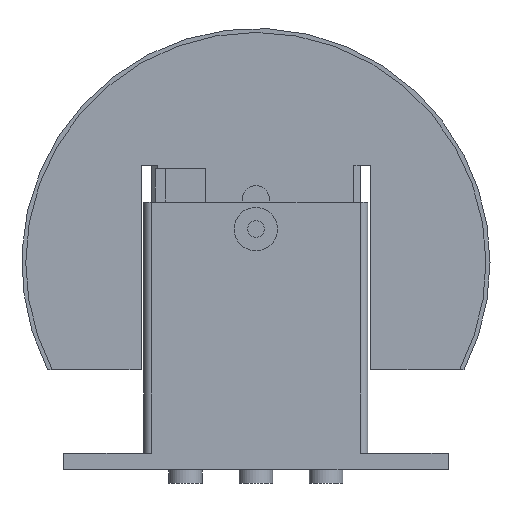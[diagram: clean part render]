
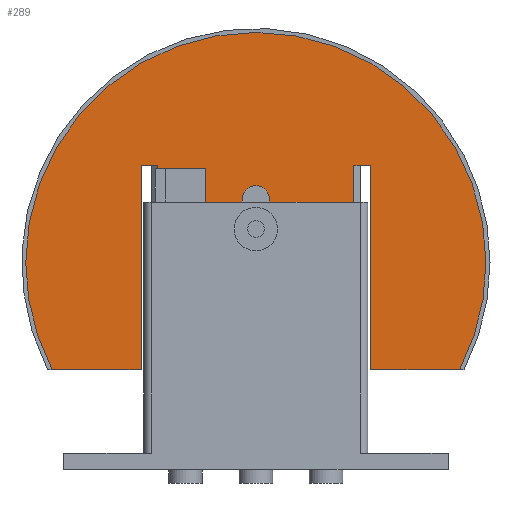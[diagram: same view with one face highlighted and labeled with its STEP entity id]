
A CAD part, front view. The second image highlights one B-rep face of the part: STEP entity #289.
In plain terms, the highlighted planar face has unit normal (0, -1, 0).
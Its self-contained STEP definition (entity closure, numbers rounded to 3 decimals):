
#289=ADVANCED_FACE('',(#608,#609),#610,.F.);
#608=FACE_BOUND('',#953,.T.);
#609=FACE_OUTER_BOUND('',#954,.T.);
#610=PLANE('',#955);
#953=EDGE_LOOP('',(#1679,#1680,#1681,#1682));
#954=EDGE_LOOP('',(#1683,#1684,#1685,#1686,#1687,#1688,#1689,#1690,#1691,#1692,#1693,#1694,#1695,#1696,#1697,#1698));
#955=AXIS2_PLACEMENT_3D('',#1699,#1700,#1701);
#1679=ORIENTED_EDGE('',*,*,#2205,.T.);
#1680=ORIENTED_EDGE('',*,*,#2231,.T.);
#1681=ORIENTED_EDGE('',*,*,#2210,.T.);
#1682=ORIENTED_EDGE('',*,*,#2232,.T.);
#1683=ORIENTED_EDGE('',*,*,#2216,.T.);
#1684=ORIENTED_EDGE('',*,*,#2227,.T.);
#1685=ORIENTED_EDGE('',*,*,#2219,.T.);
#1686=ORIENTED_EDGE('',*,*,#2233,.T.);
#1687=ORIENTED_EDGE('',*,*,#2234,.T.);
#1688=ORIENTED_EDGE('',*,*,#2235,.T.);
#1689=ORIENTED_EDGE('',*,*,#2236,.T.);
#1690=ORIENTED_EDGE('',*,*,#2237,.T.);
#1691=ORIENTED_EDGE('',*,*,#2238,.T.);
#1692=ORIENTED_EDGE('',*,*,#2163,.T.);
#1693=ORIENTED_EDGE('',*,*,#2239,.T.);
#1694=ORIENTED_EDGE('',*,*,#2170,.T.);
#1695=ORIENTED_EDGE('',*,*,#2240,.T.);
#1696=ORIENTED_EDGE('',*,*,#2241,.T.);
#1697=ORIENTED_EDGE('',*,*,#2242,.T.);
#1698=ORIENTED_EDGE('',*,*,#2243,.T.);
#1699=CARTESIAN_POINT('',(0.,-15.0,69.29));
#1700=DIRECTION('',(0.0,1.0,0.0));
#1701=DIRECTION('',(-1.0,0.0,0.0));
#2163=EDGE_CURVE('',#2619,#2616,#2620,.T.);
#2170=EDGE_CURVE('',#2626,#2630,#2632,.T.);
#2205=EDGE_CURVE('',#2689,#2693,#2695,.T.);
#2210=EDGE_CURVE('',#2698,#2702,#2704,.T.);
#2216=EDGE_CURVE('',#2707,#2713,#2715,.T.);
#2219=EDGE_CURVE('',#2720,#2717,#2721,.T.);
#2227=EDGE_CURVE('',#2713,#2720,#2731,.T.);
#2231=EDGE_CURVE('',#2693,#2698,#2735,.T.);
#2232=EDGE_CURVE('',#2702,#2689,#2736,.T.);
#2233=EDGE_CURVE('',#2717,#2737,#2738,.T.);
#2234=EDGE_CURVE('',#2737,#2739,#2740,.T.);
#2235=EDGE_CURVE('',#2739,#2741,#2742,.T.);
#2236=EDGE_CURVE('',#2741,#2743,#2744,.T.);
#2237=EDGE_CURVE('',#2743,#2745,#2746,.T.);
#2238=EDGE_CURVE('',#2745,#2619,#2747,.T.);
#2239=EDGE_CURVE('',#2616,#2626,#2748,.T.);
#2240=EDGE_CURVE('',#2630,#2749,#2750,.T.);
#2241=EDGE_CURVE('',#2749,#2751,#2752,.T.);
#2242=EDGE_CURVE('',#2751,#2753,#2754,.T.);
#2243=EDGE_CURVE('',#2753,#2707,#2755,.T.);
#2616=VERTEX_POINT('',#3242);
#2619=VERTEX_POINT('',#3246);
#2620=CIRCLE('',#3247,68.8);
#2626=VERTEX_POINT('',#3254);
#2630=VERTEX_POINT('',#3259);
#2632=CIRCLE('',#3262,68.8);
#2689=VERTEX_POINT('',#3331);
#2693=VERTEX_POINT('',#3336);
#2695=CIRCLE('',#3339,4.0);
#2698=VERTEX_POINT('',#3342);
#2702=VERTEX_POINT('',#3347);
#2704=CIRCLE('',#3350,4.0);
#2707=VERTEX_POINT('',#3353);
#2713=VERTEX_POINT('',#3362);
#2715=LINE('',#3365,#3366);
#2717=VERTEX_POINT('',#3368);
#2720=VERTEX_POINT('',#3372);
#2721=LINE('',#3373,#3374);
#2731=LINE('',#3389,#3390);
#2735=LINE('',#3395,#3396);
#2736=LINE('',#3397,#3398);
#2737=VERTEX_POINT('',#3399);
#2738=LINE('',#3400,#3401);
#2739=VERTEX_POINT('',#3402);
#2740=LINE('',#3403,#3404);
#2741=VERTEX_POINT('',#3405);
#2742=LINE('',#3406,#3407);
#2743=VERTEX_POINT('',#3408);
#2744=LINE('',#3409,#3410);
#2745=VERTEX_POINT('',#3411);
#2746=LINE('',#3412,#3413);
#2747=LINE('',#3414,#3415);
#2748=CIRCLE('',#3416,68.8);
#2749=VERTEX_POINT('',#3417);
#2750=LINE('',#3418,#3419);
#2751=VERTEX_POINT('',#3420);
#2752=LINE('',#3421,#3422);
#2753=VERTEX_POINT('',#3423);
#2754=LINE('',#3424,#3425);
#2755=LINE('',#3426,#3427);
#3242=CARTESIAN_POINT('',(68.8,-15.0,62.0));
#3246=CARTESIAN_POINT('',(60.905,-15.0,30.0));
#3247=AXIS2_PLACEMENT_3D('',#3797,#3798,#3799);
#3254=CARTESIAN_POINT('',(-68.8,-15.0,62.0));
#3259=CARTESIAN_POINT('',(-60.905,-15.0,30.0));
#3262=AXIS2_PLACEMENT_3D('',#3809,#3810,#3811);
#3331=CARTESIAN_POINT('',(-4.,-15.0,81.));
#3336=CARTESIAN_POINT('',(4.,-15.0,81.));
#3339=AXIS2_PLACEMENT_3D('',#3865,#3866,#3867);
#3342=CARTESIAN_POINT('',(4.,-15.0,43.));
#3347=CARTESIAN_POINT('',(-4.,-15.0,43.));
#3350=AXIS2_PLACEMENT_3D('',#3873,#3874,#3875);
#3353=CARTESIAN_POINT('',(-29.3,-15.0,90.0));
#3362=CARTESIAN_POINT('',(-14.995,-15.0,90.0));
#3365=CARTESIAN_POINT('',(-11.25,-15.0,90.0));
#3366=VECTOR('',#3880,1.0);
#3368=CARTESIAN_POINT('',(-29.3,-15.0,43.99));
#3372=CARTESIAN_POINT('',(-14.995,-15.0,43.99));
#3373=CARTESIAN_POINT('',(-11.25,-15.0,43.99));
#3374=VECTOR('',#3882,1.0);
#3389=CARTESIAN_POINT('',(-14.995,-15.0,68.142));
#3390=VECTOR('',#3888,1.0);
#3395=CARTESIAN_POINT('',(4.0,-15.0,65.645));
#3396=VECTOR('',#3890,1.0);
#3397=CARTESIAN_POINT('',(-4.0,-15.0,70.395));
#3398=VECTOR('',#3891,1.0);
#3399=CARTESIAN_POINT('',(-29.3,-15.0,15.0));
#3400=CARTESIAN_POINT('',(-29.3,-15.0,42.145));
#3401=VECTOR('',#3892,1.0);
#3402=CARTESIAN_POINT('',(29.3,-15.0,15.0));
#3403=CARTESIAN_POINT('',(0.0,-15.0,15.0));
#3404=VECTOR('',#3893,1.0);
#3405=CARTESIAN_POINT('',(29.3,-15.0,91.0));
#3406=CARTESIAN_POINT('',(29.3,-15.0,42.145));
#3407=VECTOR('',#3894,1.0);
#3408=CARTESIAN_POINT('',(34.3,-15.0,91.0));
#3409=CARTESIAN_POINT('',(0.,-15.0,91.0));
#3410=VECTOR('',#3895,1.0);
#3411=CARTESIAN_POINT('',(34.3,-15.0,30.0));
#3412=CARTESIAN_POINT('',(34.3,-15.0,61.145));
#3413=VECTOR('',#3896,1.0);
#3414=CARTESIAN_POINT('',(0.0,-15.0,30.0));
#3415=VECTOR('',#3897,1.0);
#3416=AXIS2_PLACEMENT_3D('',#3898,#3899,#3900);
#3417=CARTESIAN_POINT('',(-34.3,-15.0,30.0));
#3418=CARTESIAN_POINT('',(0.0,-15.0,30.0));
#3419=VECTOR('',#3901,1.0);
#3420=CARTESIAN_POINT('',(-34.3,-15.0,91.0));
#3421=CARTESIAN_POINT('',(-34.3,-15.0,61.145));
#3422=VECTOR('',#3902,1.0);
#3423=CARTESIAN_POINT('',(-29.3,-15.0,91.0));
#3424=CARTESIAN_POINT('',(0.,-15.0,91.0));
#3425=VECTOR('',#3903,1.0);
#3426=CARTESIAN_POINT('',(-29.3,-15.0,42.145));
#3427=VECTOR('',#3904,1.0);
#3797=CARTESIAN_POINT('',(0.0,-15.0,62.0));
#3798=DIRECTION('',(-0.0,-1.0,-0.0));
#3799=DIRECTION('',(-1.0,0.0,0.0));
#3809=CARTESIAN_POINT('',(0.0,-15.0,62.0));
#3810=DIRECTION('',(-0.0,-1.0,-0.0));
#3811=DIRECTION('',(-1.0,0.0,0.0));
#3865=CARTESIAN_POINT('',(0.,-15.0,81.));
#3866=DIRECTION('',(0.0,1.0,0.0));
#3867=DIRECTION('',(1.,0.0,0.));
#3873=CARTESIAN_POINT('',(0.0,-15.0,43.));
#3874=DIRECTION('',(0.0,1.0,0.0));
#3875=DIRECTION('',(-1.,-0.0,0.));
#3880=DIRECTION('',(1.0,0.0,0.0));
#3882=DIRECTION('',(-1.0,0.0,0.0));
#3888=DIRECTION('',(0.0,0.0,-1.0));
#3890=DIRECTION('',(0.0,0.0,-1.0));
#3891=DIRECTION('',(0.0,-0.0,1.0));
#3892=DIRECTION('',(0.0,0.0,-1.0));
#3893=DIRECTION('',(1.0,0.0,0.0));
#3894=DIRECTION('',(0.0,-0.0,1.0));
#3895=DIRECTION('',(1.0,-0.0,0.0));
#3896=DIRECTION('',(0.0,0.0,-1.0));
#3897=DIRECTION('',(1.0,0.0,0.0));
#3898=CARTESIAN_POINT('',(0.0,-15.0,62.0));
#3899=DIRECTION('',(-0.0,-1.0,-0.0));
#3900=DIRECTION('',(-1.0,0.0,0.0));
#3901=DIRECTION('',(1.0,0.0,0.0));
#3902=DIRECTION('',(0.0,0.0,1.0));
#3903=DIRECTION('',(1.0,-0.0,0.0));
#3904=DIRECTION('',(0.0,0.0,-1.0));
